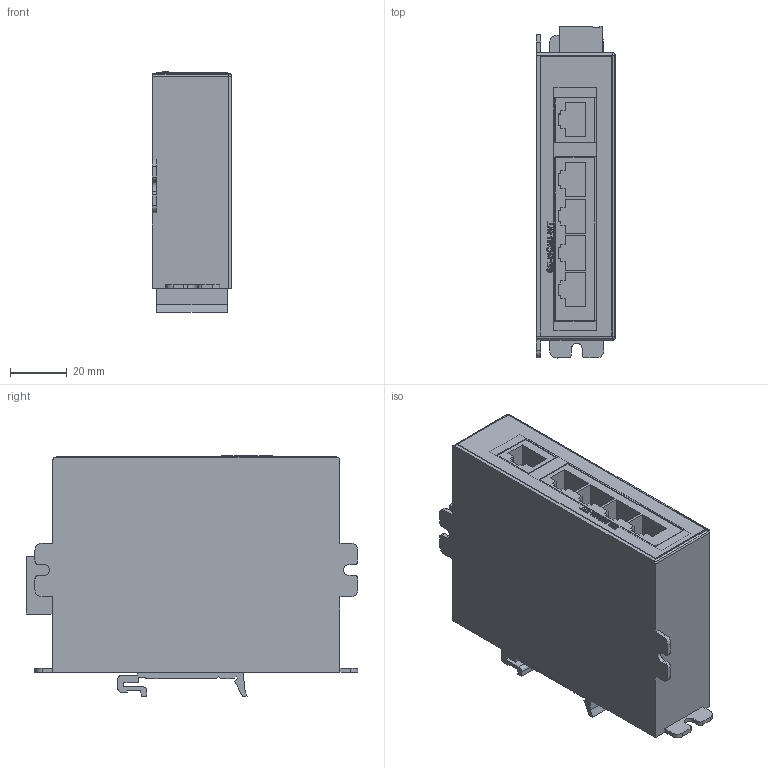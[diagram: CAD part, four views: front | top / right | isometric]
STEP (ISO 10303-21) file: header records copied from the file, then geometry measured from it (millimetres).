
FILE_DESCRIPTION (( 'STEP AP214' ), '1' );
FILE_NAME ('SE-SW5U-WT.STEP', '2012-03-06T15:51:24', ( ' ' ), ( ' ' ), 'SwSTEP 2.0', 'SolidWorks 2011', '' );
FILE_SCHEMA (( 'AUTOMOTIVE_DESIGN' ));
Length unit declared in the file: millimetre
Products named in the file (1): SE-SW5U-WT
Bounding box: 28 x 117.45 x 85.09 mm (x, y, z)
Volume: 28761 mm3; surface area: 64497.1 mm2
Topology: 21 solids, 21 shells, 385 faces, 980 edges, 650 vertices
Faces by surface type: plane 306, bspline 39, cylinder 38, sphere 2
Full cylindrical faces by diameter (mm): 3.81 x8
Entity records: 17494 total; most frequent: CARTESIAN_POINT 4405, ORIENTED_EDGE 1940, DIRECTION 1662, EDGE_CURVE 970, LINE 816, VECTOR 816, VERTEX_POINT 650, AXIS2_PLACEMENT_3D 423
